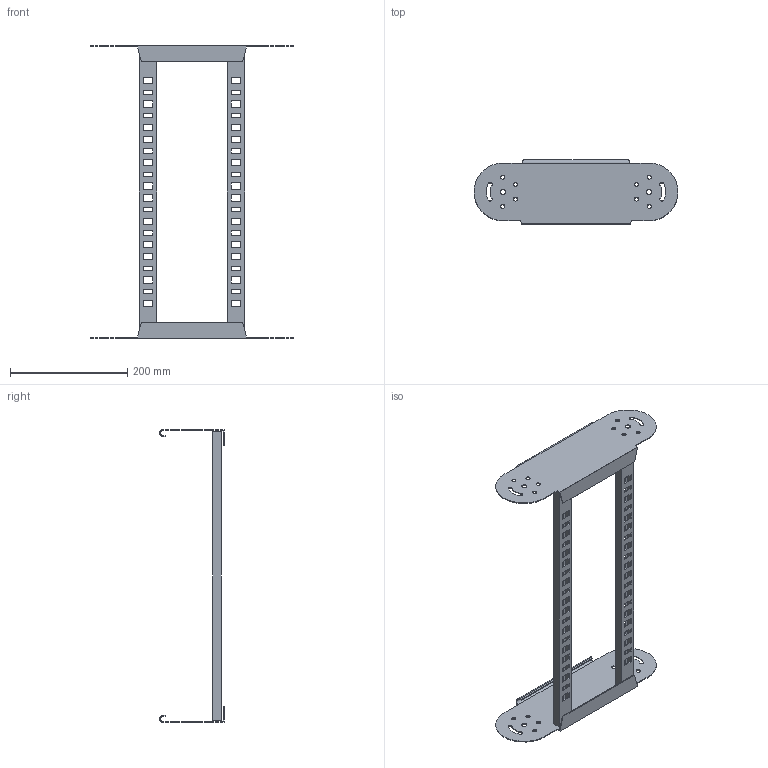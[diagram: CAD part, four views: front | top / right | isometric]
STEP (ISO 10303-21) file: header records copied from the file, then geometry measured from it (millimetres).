
FILE_DESCRIPTION (( 'STEP AP214' ), '1' );
FILE_NAME ('6225496.STP', '2017-03-24T10:28:25', ( '' ), ( '' ), 'SwSTEP 2.0', 'SolidWorks 2016', '' );
FILE_SCHEMA (( 'AUTOMOTIVE_DESIGN' ));
Length unit declared in the file: millimetre
Products named in the file (3): 088785_Standard; 079986_L=0492; 6225496
Assembly tree (4 placements, depth 2):
  6225496
    079986_L=0492  x2
    088785_Standard  x2
Bounding box: 348 x 110 x 500 mm (x, y, z)
Volume: 210620.4 mm3; surface area: 291092.6 mm2
Topology: 4 solids, 4 shells, 338 faces, 982 edges, 652 vertices
Faces by surface type: plane 256, cylinder 74, bspline 8
Entity records: 6057 total; most frequent: CARTESIAN_POINT 1333, ORIENTED_EDGE 982, DIRECTION 881, EDGE_CURVE 491, LINE 397, VECTOR 397, VERTEX_POINT 326, AXIS2_PLACEMENT_3D 242
